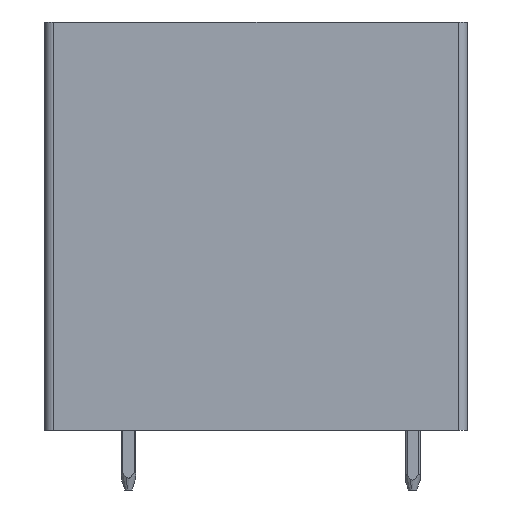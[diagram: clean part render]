
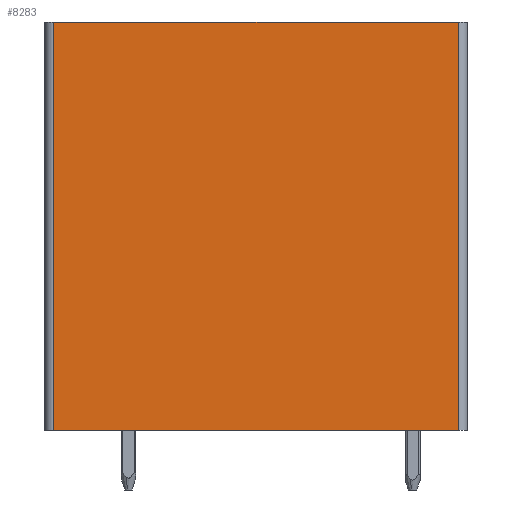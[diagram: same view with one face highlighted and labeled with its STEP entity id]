
A CAD part, left-side view. The second image highlights one B-rep face of the part: STEP entity #8283.
In plain terms, the highlighted planar face has unit normal (-1, 0, 0).
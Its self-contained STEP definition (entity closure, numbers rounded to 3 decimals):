
#8270=AXIS2_PLACEMENT_3D('Plane Axis2P3D',#8267,#8268,#8269) ;
#5542=CARTESIAN_POINT('Vertex',(0.,22.2,25.1)) ;
#5545=CARTESIAN_POINT('Line Origine',(0.,11.35,25.1)) ;
#5549=CARTESIAN_POINT('Vertex',(0.,0.5,25.1)) ;
#8217=CARTESIAN_POINT('Line Origine',(0.,0.5,14.15)) ;
#8221=CARTESIAN_POINT('Vertex',(0.,0.5,3.2)) ;
#8252=CARTESIAN_POINT('Vertex',(0.,22.2,3.2)) ;
#8255=CARTESIAN_POINT('Line Origine',(0.,22.2,14.15)) ;
#8267=CARTESIAN_POINT('Axis2P3D Location',(0.,0.,0.)) ;
#8272=CARTESIAN_POINT('Line Origine',(0.,11.35,3.2)) ;
#5546=DIRECTION('Vector Direction',(0.,-1.,0.)) ;
#8218=DIRECTION('Vector Direction',(0.,0.,1.)) ;
#8256=DIRECTION('Vector Direction',(0.,0.,1.)) ;
#8268=DIRECTION('Axis2P3D Direction',(-1.,0.,0.)) ;
#8269=DIRECTION('Axis2P3D XDirection',(0.,0.,1.)) ;
#8273=DIRECTION('Vector Direction',(0.,-1.,0.)) ;
#5547=VECTOR('Line Direction',#5546,1.) ;
#8219=VECTOR('Line Direction',#8218,1.) ;
#8257=VECTOR('Line Direction',#8256,1.) ;
#8274=VECTOR('Line Direction',#8273,1.) ;
#8278=ORIENTED_EDGE('',*,*,#5551,.T.) ;
#8279=ORIENTED_EDGE('',*,*,#8259,.T.) ;
#8280=ORIENTED_EDGE('',*,*,#8276,.T.) ;
#8281=ORIENTED_EDGE('',*,*,#8223,.T.) ;
#8283=ADVANCED_FACE('HOUSING',(#8282),#8271,.T.) ;
#5551=EDGE_CURVE('',#5550,#5543,#5548,.F.) ;
#8223=EDGE_CURVE('',#8222,#5550,#8220,.T.) ;
#8259=EDGE_CURVE('',#5543,#8253,#8258,.F.) ;
#8276=EDGE_CURVE('',#8253,#8222,#8275,.T.) ;
#8277=EDGE_LOOP('',(#8278,#8279,#8280,#8281)) ;
#8282=FACE_OUTER_BOUND('',#8277,.T.) ;
#5548=LINE('Line',#5545,#5547) ;
#8220=LINE('Line',#8217,#8219) ;
#8258=LINE('Line',#8255,#8257) ;
#8275=LINE('Line',#8272,#8274) ;
#8271=PLANE('',#8270) ;
#5543=VERTEX_POINT('',#5542) ;
#5550=VERTEX_POINT('',#5549) ;
#8222=VERTEX_POINT('',#8221) ;
#8253=VERTEX_POINT('',#8252) ;
